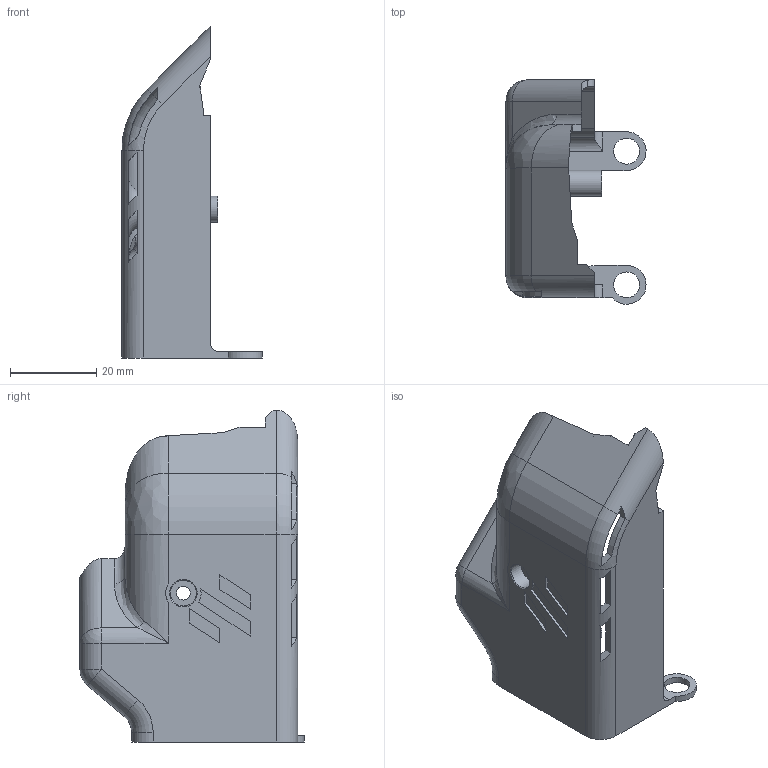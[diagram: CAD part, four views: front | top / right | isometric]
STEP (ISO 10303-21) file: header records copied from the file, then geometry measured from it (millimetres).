
FILE_DESCRIPTION(/* description */ (''),/* implementation_level */ '2;1');
FILE_NAME(/* name */ 'Stealthburner-PCBCover-AirVents.step',/* time_stamp */ '2022-08-17T18:23:09+02:00',/* author */ (''),/* organization */ (''),/* preprocessor_version */ 'ST-DEVELOPER v19',/* originating_system */ 'Autodesk Translation Framework v11.7.0.108',/* authorisation */ '');
FILE_SCHEMA (('AUTOMOTIVE_DESIGN { 1 0 10303 214 3 1 1 }'));
Length unit declared in the file: millimetre
Products named in the file (1): Afterburner-PCBCover-AirVents
Bounding box: 32.5 x 52 x 77 mm (x, y, z)
Volume: 9417.6 mm3; surface area: 13103.4 mm2
Topology: 2 solids, 2 shells, 148 faces, 404 edges, 249 vertices
Faces by surface type: plane 74, cylinder 50, bspline 9, torus 8, sphere 6, cone 1
Full cylindrical faces by diameter (mm): 3.2 x1, 3.6 x1, 6 x4
Entity records: 6498 total; most frequent: CARTESIAN_POINT 2694, ORIENTED_EDGE 790, DIRECTION 790, EDGE_CURVE 395, AXIS2_PLACEMENT_3D 278, VERTEX_POINT 249, LINE 234, VECTOR 234
